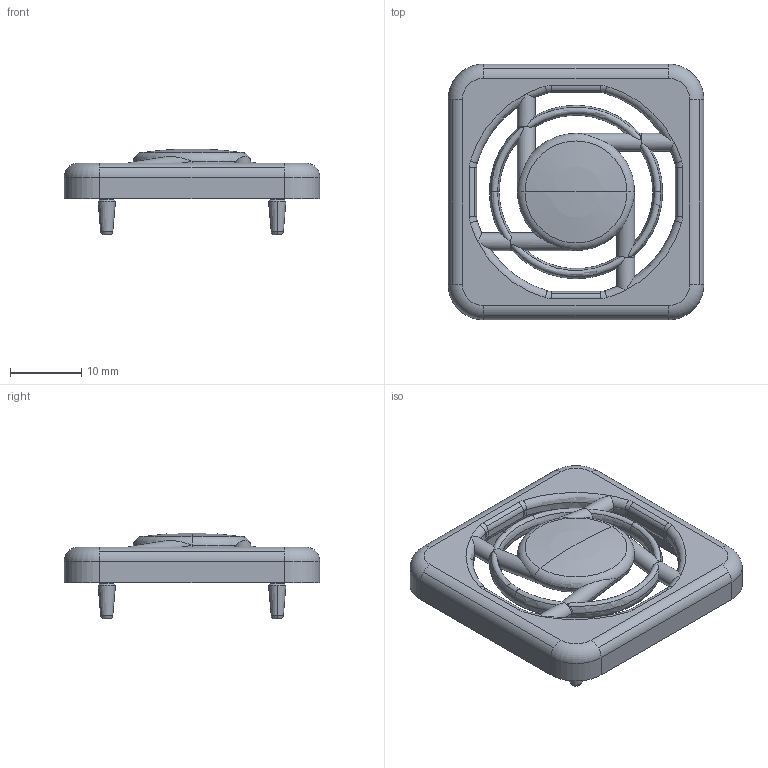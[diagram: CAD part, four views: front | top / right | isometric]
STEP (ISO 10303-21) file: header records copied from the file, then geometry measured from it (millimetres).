
FILE_DESCRIPTION((''),'2;1');
FILE_NAME('SG-30-02.stp','2008-02-17T16:20:32',(''),(''),'Mechanical Desktop.R8.0.24.0','Mechanical Desktop.R8.0.24.0',', , ');
FILE_SCHEMA(('CONFIG_CONTROL_DESIGN'));
Length unit declared in the file: millimetre
Products named in the file (2): SG-30-02A; SG-30-02
Assembly tree (1 placements, depth 2):
  SG-30-02A
    SG-30-02
Bounding box: 36 x 36 x 12.1 mm (x, y, z)
Volume: 3369.5 mm3; surface area: 3537.3 mm2
Topology: 1 solids, 1 shells, 671 faces, 1873 edges, 1205 vertices
Faces by surface type: bspline 401, cylinder 92, plane 86, torus 74, cone 16, sphere 2
Entity records: 25839 total; most frequent: CARTESIAN_POINT 11236, ORIENTED_EDGE 3738, EDGE_CURVE 1869, DIRECTION 1856, VERTEX_POINT 1205, B_SPLINE_CURVE_WITH_KNOTS 888, EDGE_LOOP 692, FACE_OUTER_BOUND 671
